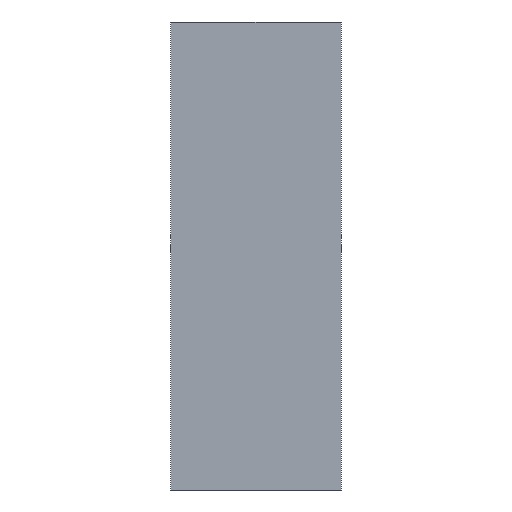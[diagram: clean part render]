
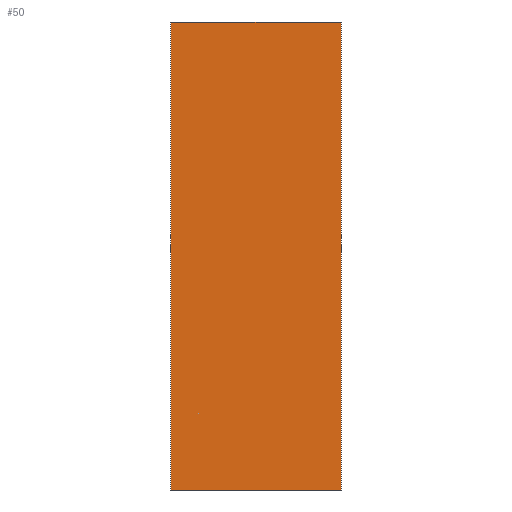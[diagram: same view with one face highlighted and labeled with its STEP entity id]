
A CAD part, left-side view. The second image highlights one B-rep face of the part: STEP entity #50.
In plain terms, the highlighted planar face has unit normal (-1, 0, 0).
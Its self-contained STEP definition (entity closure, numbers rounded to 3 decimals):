
#18 = EDGE_CURVE ( 'NONE', #86, #126, #196, .T. ) ;
#48 = EDGE_CURVE ( 'NONE', #87, #127, #291, .T. ) ;
#50 = ADVANCED_FACE ( 'NONE', ( #287 ), #286, .F. ) ;
#51 = EDGE_LOOP ( 'NONE', ( #52, #53, #54, #55 ) ) ;
#52 = ORIENTED_EDGE ( 'NONE', *, *, #119, .F. ) ;
#53 = ORIENTED_EDGE ( 'NONE', *, *, #18, .T. ) ;
#54 = ORIENTED_EDGE ( 'NONE', *, *, #125, .T. ) ;
#55 = ORIENTED_EDGE ( 'NONE', *, *, #48, .F. ) ;
#86 = VERTEX_POINT ( 'NONE', #305 ) ;
#87 = VERTEX_POINT ( 'NONE', #304 ) ;
#119 = EDGE_CURVE ( 'NONE', #86, #87, #496, .T. ) ;
#125 = EDGE_CURVE ( 'NONE', #126, #127, #487, .T. ) ;
#126 = VERTEX_POINT ( 'NONE', #478 ) ;
#127 = VERTEX_POINT ( 'NONE', #477 ) ;
#188 = DIRECTION ( 'NONE',  ( 0., 1., 0. ) ) ;
#189 = VECTOR ( 'NONE', #188, 1000. ) ;
#190 = CARTESIAN_POINT ( 'NONE',  ( -1., 0.43, 0.63 ) ) ;
#196 = LINE ( 'NONE', #190, #189 ) ;
#281 = DIRECTION ( 'NONE',  ( 0., 0., -1. ) ) ;
#282 = DIRECTION ( 'NONE',  ( 1., 0., 0. ) ) ;
#283 = AXIS2_PLACEMENT_3D ( 'NONE', #285, #282, #281 ) ;
#285 = CARTESIAN_POINT ( 'NONE',  ( -1., 0.4, -0.6 ) ) ;
#286 = PLANE ( 'NONE',  #283 ) ;
#287 = FACE_OUTER_BOUND ( 'NONE', #51, .T. ) ;
#288 = DIRECTION ( 'NONE',  ( 0., 1., 0. ) ) ;
#289 = VECTOR ( 'NONE', #288, 1000. ) ;
#290 = CARTESIAN_POINT ( 'NONE',  ( -1., 0.43, -0.63 ) ) ;
#291 = LINE ( 'NONE', #290, #289 ) ;
#304 = CARTESIAN_POINT ( 'NONE',  ( -1., -0.03, -0.63 ) ) ;
#305 = CARTESIAN_POINT ( 'NONE',  ( -1., -0.03, 0.63 ) ) ;
#477 = CARTESIAN_POINT ( 'NONE',  ( -1., 0.43, -0.63 ) ) ;
#478 = CARTESIAN_POINT ( 'NONE',  ( -1., 0.43, 0.63 ) ) ;
#479 = DIRECTION ( 'NONE',  ( 0., 0., -1. ) ) ;
#480 = VECTOR ( 'NONE', #479, 1000. ) ;
#481 = CARTESIAN_POINT ( 'NONE',  ( -1., 0.43, 1.27 ) ) ;
#487 = LINE ( 'NONE', #481, #480 ) ;
#493 = DIRECTION ( 'NONE',  ( 0., 0., -1. ) ) ;
#494 = VECTOR ( 'NONE', #493, 1000. ) ;
#495 = CARTESIAN_POINT ( 'NONE',  ( -1., -0.03, 1.27 ) ) ;
#496 = LINE ( 'NONE', #495, #494 ) ;
